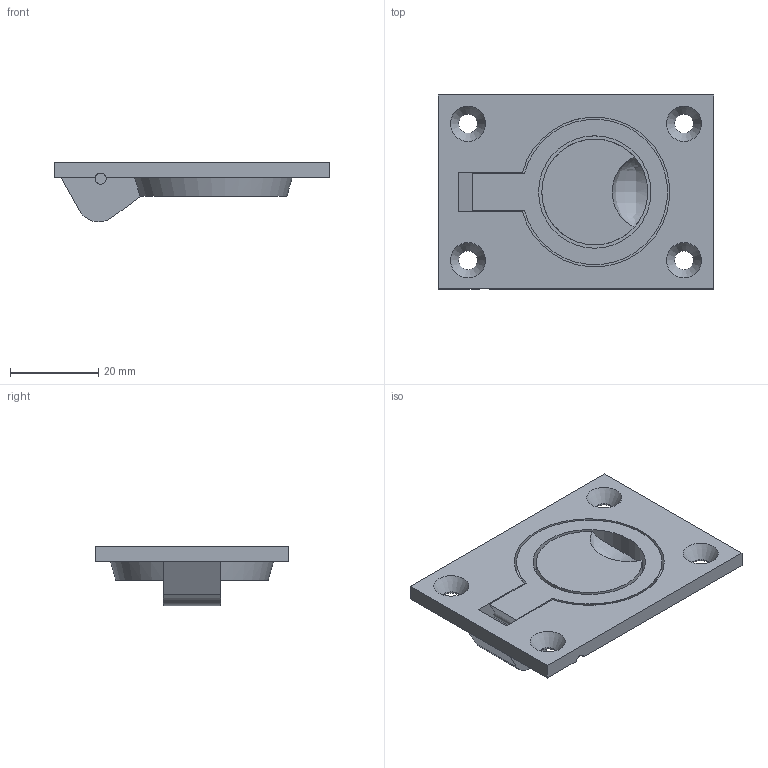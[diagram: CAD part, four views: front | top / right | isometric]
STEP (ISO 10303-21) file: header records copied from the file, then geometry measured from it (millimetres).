
FILE_DESCRIPTION(/* description */ (''),/* implementation_level */ '2;1');
FILE_NAME(/* name */ 'DR_A-MS316-3.stp',/* time_stamp */ '2017-07-18T13:17:52+09:00',/* author */ ('user'),/* organization */ (''),/* preprocessor_version */ 'ST-DEVELOPER v15.6',/* originating_system */ 'Autodesk Inventor 2015',/* authorisation */ '');
FILE_SCHEMA (('AUTOMOTIVE_DESIGN { 1 0 10303 214 3 1 1 }'));
Length unit declared in the file: millimetre
Products named in the file (1): DR_A-MS316-3
Bounding box: 62.5 x 44 x 13.58 mm (x, y, z)
Volume: 12033.4 mm3; surface area: 10118.6 mm2
Topology: 3 solids, 3 shells, 48 faces, 118 edges, 76 vertices
Faces by surface type: plane 26, cylinder 13, cone 7, bspline 1, sphere 1
Full cylindrical faces by diameter (mm): 2.5 x1, 4.3 x4, 24 x1, 25.5 x1
Entity records: 1374 total; most frequent: CARTESIAN_POINT 289, DIRECTION 224, ORIENTED_EDGE 192, EDGE_CURVE 96, AXIS2_PLACEMENT_3D 87, EDGE_LOOP 73, VERTEX_POINT 69, LINE 50
